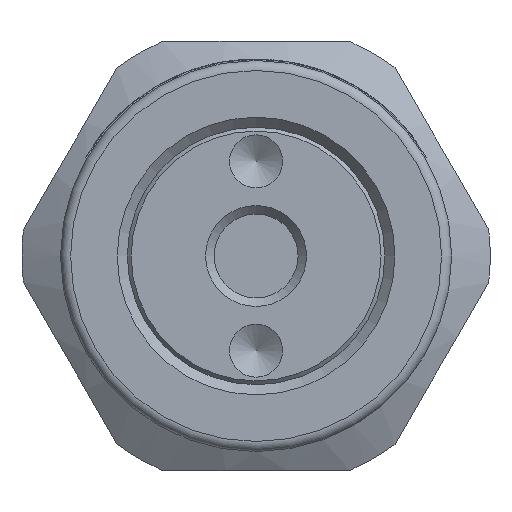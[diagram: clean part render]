
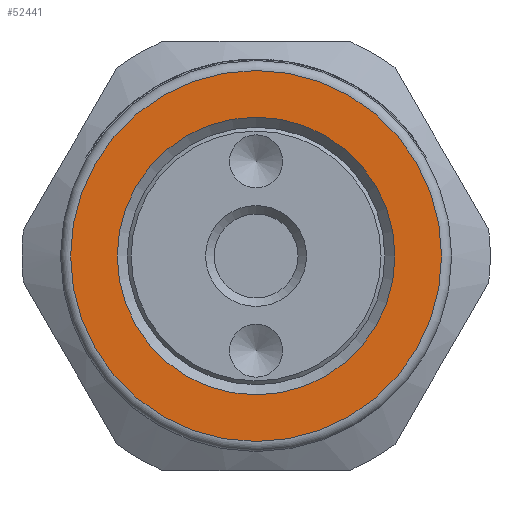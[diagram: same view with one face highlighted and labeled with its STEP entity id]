
A CAD part, left-side view. The second image highlights one B-rep face of the part: STEP entity #52441.
In plain terms, the highlighted planar face has unit normal (-1, 0, 0).
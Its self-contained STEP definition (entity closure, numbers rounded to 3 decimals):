
#52407=CARTESIAN_POINT('',(-81.0,14.7,0.0));
#52408=VERTEX_POINT('',#52407);
#52409=CARTESIAN_POINT('',(-81.0,0.0,0.0));
#52410=DIRECTION('',(1.0,0.0,0.0));
#52411=DIRECTION('',(0.0,-1.0,0.0));
#52412=AXIS2_PLACEMENT_3D('',#52409,#52410,#52411);
#52413=CIRCLE('',#52412,14.7);
#52414=EDGE_CURVE('',#52408,#52408,#52413,.T.);
#52422=CARTESIAN_POINT('',(-81.0,10.875,0.0));
#52423=DIRECTION('',(-1.0,0.0,0.0));
#52424=DIRECTION('',(0.0,0.0,1.0));
#52425=AXIS2_PLACEMENT_3D('',#52422,#52423,#52424);
#52426=PLANE('',#52425);
#52427=ORIENTED_EDGE('',*,*,#52414,.F.);
#52428=EDGE_LOOP('',(#52427));
#52429=FACE_OUTER_BOUND('',#52428,.T.);
#52430=CARTESIAN_POINT('',(-81.0,-11.0,0.0));
#52431=VERTEX_POINT('',#52430);
#52432=CARTESIAN_POINT('',(-81.0,0.0,0.0));
#52433=DIRECTION('',(1.0,0.0,0.0));
#52434=DIRECTION('',(0.0,-1.0,0.0));
#52435=AXIS2_PLACEMENT_3D('',#52432,#52433,#52434);
#52436=CIRCLE('',#52435,11.);
#52437=EDGE_CURVE('',#52431,#52431,#52436,.T.);
#52438=ORIENTED_EDGE('',*,*,#52437,.T.);
#52439=EDGE_LOOP('',(#52438));
#52440=FACE_BOUND('',#52439,.T.);
#52441=ADVANCED_FACE('',(#52429,#52440),#52426,.T.);
